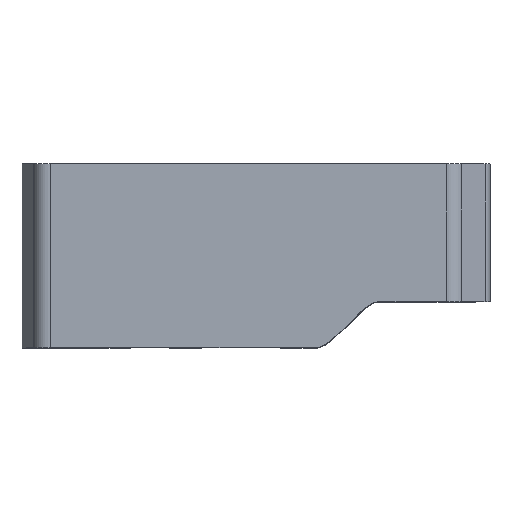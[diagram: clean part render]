
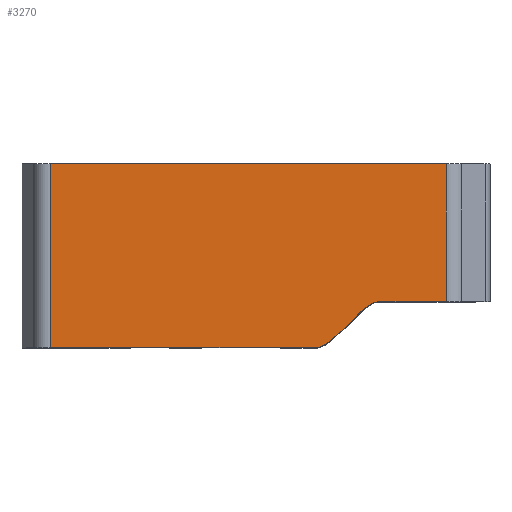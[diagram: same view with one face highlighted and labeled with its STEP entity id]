
A CAD part, top view. The second image highlights one B-rep face of the part: STEP entity #3270.
In plain terms, the highlighted planar face has unit normal (0, 0, 1).
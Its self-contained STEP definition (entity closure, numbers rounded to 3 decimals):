
#214=PLANE('',#3513);
#372=FACE_OUTER_BOUND('',#545,.T.);
#545=EDGE_LOOP('',(#2961,#2962,#2963,#2964,#2965,#2966));
#625=LINE('',#4604,#1008);
#810=LINE('',#5187,#1193);
#813=LINE('',#5195,#1196);
#928=LINE('',#5471,#1311);
#929=LINE('',#5472,#1312);
#1008=VECTOR('',#3673,10.);
#1193=VECTOR('',#4084,10.);
#1196=VECTOR('',#4091,10.);
#1311=VECTOR('',#4340,10.);
#1312=VECTOR('',#4341,10.);
#1343=B_SPLINE_CURVE_WITH_KNOTS('',3,(#5458,#5459,#5460,#5461,#5462,#5463,
#5464,#5465,#5466,#5467,#5468,#5469,#5470),.UNSPECIFIED.,.F.,.F.,(4,3,3,
3,4),(-1.,-0.872,-0.621,-0.241,0.),
 .UNSPECIFIED.);
#1410=VERTEX_POINT('',#4601);
#1411=VERTEX_POINT('',#4603);
#1578=VERTEX_POINT('',#5183);
#1579=VERTEX_POINT('',#5185);
#1582=VERTEX_POINT('',#5193);
#1650=VERTEX_POINT('',#5457);
#1741=EDGE_CURVE('',#1410,#1411,#625,.T.);
#1979=EDGE_CURVE('',#1578,#1579,#810,.T.);
#1983=EDGE_CURVE('',#1579,#1582,#813,.T.);
#2106=EDGE_CURVE('',#1650,#1410,#1343,.T.);
#2107=EDGE_CURVE('',#1578,#1650,#928,.T.);
#2108=EDGE_CURVE('',#1411,#1582,#929,.T.);
#2961=ORIENTED_EDGE('',*,*,#1741,.F.);
#2962=ORIENTED_EDGE('',*,*,#2106,.F.);
#2963=ORIENTED_EDGE('',*,*,#2107,.F.);
#2964=ORIENTED_EDGE('',*,*,#1979,.T.);
#2965=ORIENTED_EDGE('',*,*,#1983,.T.);
#2966=ORIENTED_EDGE('',*,*,#2108,.F.);
#3270=ADVANCED_FACE('',(#372),#214,.T.);
#3513=AXIS2_PLACEMENT_3D('',#5456,#4338,#4339);
#3673=DIRECTION('',(-1.,0.,0.));
#4084=DIRECTION('',(0.,1.,0.));
#4091=DIRECTION('',(-1.,0.,0.));
#4338=DIRECTION('center_axis',(0.,0.,1.));
#4339=DIRECTION('ref_axis',(1.,0.,0.));
#4340=DIRECTION('',(-1.,0.,0.));
#4341=DIRECTION('',(0.,1.,0.));
#4601=CARTESIAN_POINT('',(45.824,1.107,2.5));
#4603=CARTESIAN_POINT('',(0.4,1.107,2.5));
#4604=CARTESIAN_POINT('',(-5.8,1.107,2.5));
#5183=CARTESIAN_POINT('',(68.58,9.067,2.5));
#5185=CARTESIAN_POINT('',(68.58,32.8,2.5));
#5187=CARTESIAN_POINT('',(68.58,-2.2,2.5));
#5193=CARTESIAN_POINT('',(0.4,32.8,2.5));
#5195=CARTESIAN_POINT('',(18.093,32.8,2.5));
#5456=CARTESIAN_POINT('Origin',(0.4,-2.2,2.5));
#5457=CARTESIAN_POINT('',(56.935,9.067,2.5));
#5458=CARTESIAN_POINT('Ctrl Pts',(56.935,9.067,2.5));
#5459=CARTESIAN_POINT('Ctrl Pts',(56.646,9.067,2.5));
#5460=CARTESIAN_POINT('Ctrl Pts',(56.317,8.992,2.5));
#5461=CARTESIAN_POINT('Ctrl Pts',(55.932,8.815,2.5));
#5462=CARTESIAN_POINT('Ctrl Pts',(55.171,8.467,2.5));
#5463=CARTESIAN_POINT('Ctrl Pts',(54.226,7.707,2.5));
#5464=CARTESIAN_POINT('Ctrl Pts',(53.244,6.764,2.5));
#5465=CARTESIAN_POINT('Ctrl Pts',(51.765,5.343,2.5));
#5466=CARTESIAN_POINT('Ctrl Pts',(50.207,3.559,2.5));
#5467=CARTESIAN_POINT('Ctrl Pts',(48.721,2.387,2.5));
#5468=CARTESIAN_POINT('Ctrl Pts',(47.776,1.643,2.5));
#5469=CARTESIAN_POINT('Ctrl Pts',(46.829,1.107,2.5));
#5470=CARTESIAN_POINT('Ctrl Pts',(45.824,1.107,2.5));
#5471=CARTESIAN_POINT('',(28.667,9.067,2.5));
#5472=CARTESIAN_POINT('',(0.4,-2.2,2.5));
